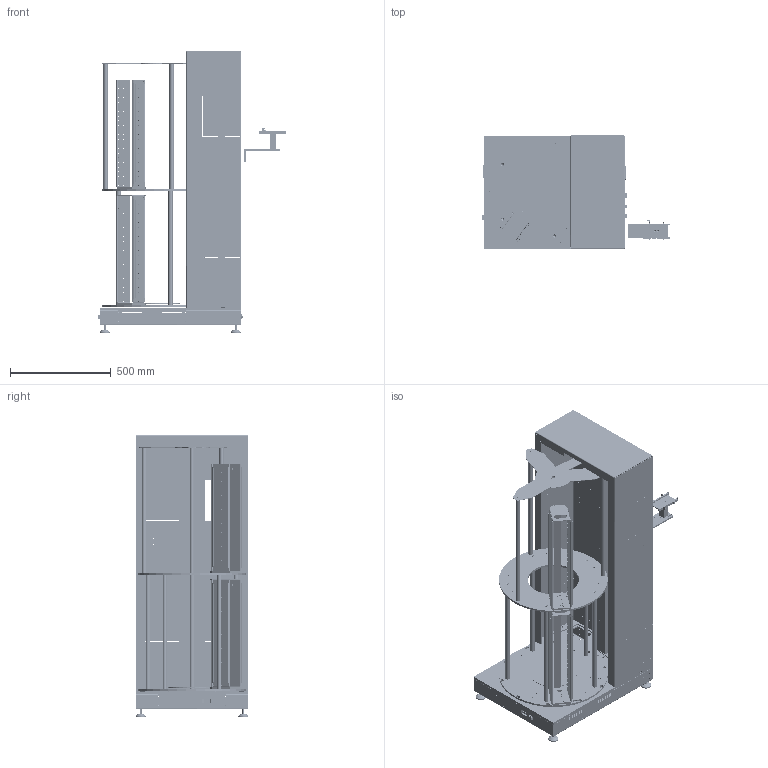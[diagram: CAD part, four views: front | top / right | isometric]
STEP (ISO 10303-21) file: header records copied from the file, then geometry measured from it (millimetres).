
FILE_DESCRIPTION (( 'STEP AP214' ), '1' );
FILE_NAME ('9362000.STEP', '2024-09-25T11:30:24', ( '' ), ( '' ), 'SwSTEP 2.0', 'SolidWorks 2022', '' );
FILE_SCHEMA (( 'AUTOMOTIVE_DESIGN' ));
Length unit declared in the file: millimetre
Products named in the file (1): 9362000
Bounding box: 933.98 x 560.01 x 1398 mm (x, y, z)
Volume: 16627224.6 mm3; surface area: 8042482.8 mm2
Topology: 58 solids, 58 shells, 8430 faces, 23214 edges, 15321 vertices
Faces by surface type: plane 4526, cylinder 3748, cone 116, bspline 28, torus 12
Full cylindrical faces by diameter (mm): 1.5 x3, 1.6 x2, 1.9 x1, 2.05 x4, 2.5 x88, 3.1 x8, 3.2 x8, 3.3 x59, 3.4 x18, 4 x88, 4.2 x82, 4.3 x1, 4.5 x9, 4.7 x8, 5 x1, 5.2 x2, 5.3 x10, 5.5 x3, 6 x7, 6.2 x10, 6.5 x38, 6.8 x13, 7.1 x16, 8 x12, 8.5 x13, 10 x4, 11 x8, 12.5 x4, 14.5 x1, 15.5 x1
Entity records: 360901 total; most frequent: CARTESIAN_POINT 47310, DIRECTION 46540, ORIENTED_EDGE 44530, EDGE_CURVE 22265, AXIS2_PLACEMENT_3D 15992, VERTEX_POINT 15046, VECTOR 14556, LINE 14556
